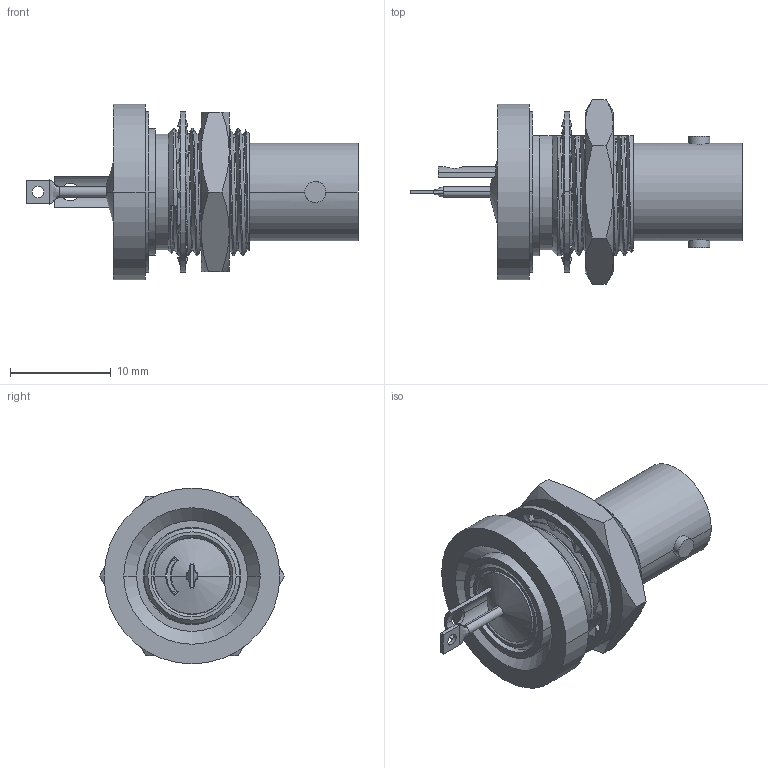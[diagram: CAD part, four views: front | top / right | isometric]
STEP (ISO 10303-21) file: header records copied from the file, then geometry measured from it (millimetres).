
FILE_DESCRIPTION((''),'2;1');
FILE_NAME('31-2677-111','2017-04-13T',('Lokesh'),(''),'PRO/ENGINEER BY PARAMETRIC TECHNOLOGY CORPORATION, 2014440','PRO/ENGINEER BY PARAMETRIC TECHNOLOGY CORPORATION, 2014440','');
FILE_SCHEMA(('CONFIG_CONTROL_DESIGN'));
Length unit declared in the file: millimetre
Products named in the file (1): 31-2677-111
Bounding box: 32.95 x 18.33 x 17.44 mm (x, y, z)
Surface area: 3734.1 mm2 (no closed solid volume)
Topology: 0 solids, 17 shells, 242 faces, 900 edges, 677 vertices
Faces by surface type: bspline 90, cylinder 62, plane 51, cone 39
Entity records: 22109 total; most frequent: CARTESIAN_POINT 15281, ORIENTED_EDGE 1521, DIRECTION 1076, EDGE_CURVE 900, VERTEX_POINT 677, AXIS2_PLACEMENT_3D 389, B_SPLINE_CURVE_WITH_KNOTS 365, VECTOR 298
